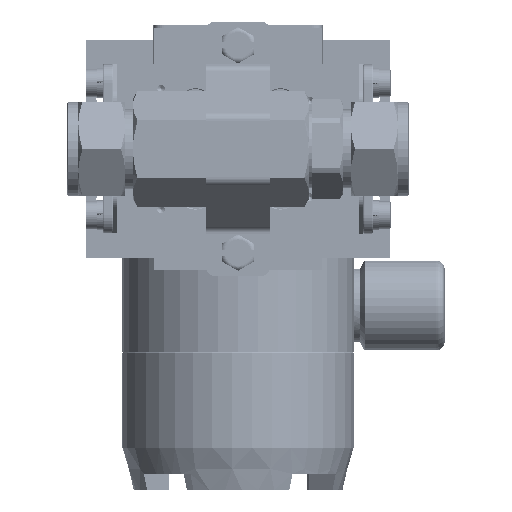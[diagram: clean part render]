
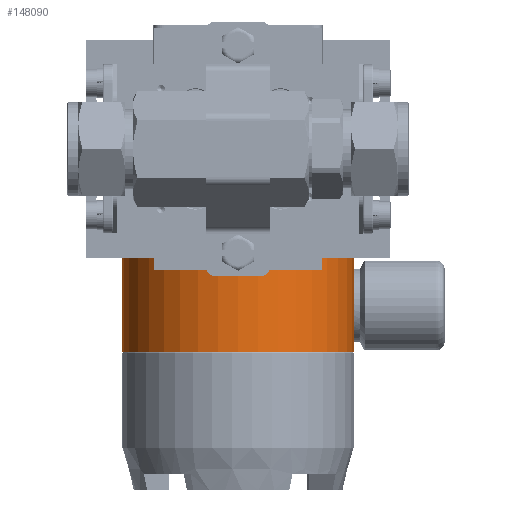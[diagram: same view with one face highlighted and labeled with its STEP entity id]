
A CAD part, front view. The second image highlights one B-rep face of the part: STEP entity #148090.
In plain terms, the highlighted cylindrical face has radius 34.734 mm (diameter 69.469 mm), a partial arc.
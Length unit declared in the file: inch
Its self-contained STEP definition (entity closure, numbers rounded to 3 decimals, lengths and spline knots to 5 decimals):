
#724 = LINE ( 'NONE', #89989, #91624 ) ;
#3043 = DIRECTION ( 'NONE',  ( 0., 0., 1. ) ) ;
#4432 = ORIENTED_EDGE ( 'NONE', *, *, #23272, .F. ) ;
#21012 = VERTEX_POINT ( 'NONE', #114046 ) ;
#23272 = EDGE_CURVE ( 'NONE', #30657, #21012, #724, .T. ) ;
#26849 = DIRECTION ( 'NONE',  ( 0., 0., 1. ) ) ;
#30657 = VERTEX_POINT ( 'NONE', #133029 ) ;
#37758 = CARTESIAN_POINT ( 'NONE',  ( 1.368, 4.33475, -1.29 ) ) ;
#39288 = CARTESIAN_POINT ( 'NONE',  ( 1.368, 4.33475, -3.23 ) ) ;
#39784 = EDGE_CURVE ( 'NONE', #103965, #21012, #155295, .T. ) ;
#54251 = DIRECTION ( 'NONE',  ( 1., 0., 0. ) ) ;
#54440 = DIRECTION ( 'NONE',  ( 0., 0., -1. ) ) ;
#54557 = CARTESIAN_POINT ( 'NONE',  ( 0.0005, 4.33475, -1.29 ) ) ;
#70067 = AXIS2_PLACEMENT_3D ( 'NONE', #77149, #3043, #89483 ) ;
#77149 = CARTESIAN_POINT ( 'NONE',  ( 0.0005, 4.33475, -2.4 ) ) ;
#78246 = CARTESIAN_POINT ( 'NONE',  ( 1.368, 4.33475, -2.4 ) ) ;
#79980 = EDGE_LOOP ( 'NONE', ( #141060, #112546, #95211, #4432 ) ) ;
#89483 = DIRECTION ( 'NONE',  ( -1., 0., 0. ) ) ;
#89680 = DIRECTION ( 'NONE',  ( 0., 0., 1. ) ) ;
#89989 = CARTESIAN_POINT ( 'NONE',  ( -1.367, 4.33475, -3.23 ) ) ;
#91624 = VECTOR ( 'NONE', #89680, 39.37008 ) ;
#93033 = DIRECTION ( 'NONE',  ( -1., 0., 0. ) ) ;
#95211 = ORIENTED_EDGE ( 'NONE', *, *, #39784, .T. ) ;
#102165 = VECTOR ( 'NONE', #26849, 39.37008 ) ;
#103965 = VERTEX_POINT ( 'NONE', #37758 ) ;
#105444 = CARTESIAN_POINT ( 'NONE',  ( 0.0005, 4.33475, -3.23 ) ) ;
#112546 = ORIENTED_EDGE ( 'NONE', *, *, #122275, .T. ) ;
#114046 = CARTESIAN_POINT ( 'NONE',  ( -1.367, 4.33475, -1.29 ) ) ;
#117711 = DIRECTION ( 'NONE',  ( 0., 0., 1. ) ) ;
#122275 = EDGE_CURVE ( 'NONE', #149278, #103965, #134690, .T. ) ;
#128082 = CYLINDRICAL_SURFACE ( 'NONE', #148582, 1.3675 ) ;
#133029 = CARTESIAN_POINT ( 'NONE',  ( -1.367, 4.33475, -2.4 ) ) ;
#134690 = LINE ( 'NONE', #39288, #102165 ) ;
#138612 = EDGE_CURVE ( 'NONE', #30657, #149278, #157779, .T. ) ;
#141060 = ORIENTED_EDGE ( 'NONE', *, *, #138612, .T. ) ;
#146991 = AXIS2_PLACEMENT_3D ( 'NONE', #54557, #54440, #54251 ) ;
#148090 = ADVANCED_FACE ( 'NONE', ( #152673 ), #128082, .T. ) ;
#148582 = AXIS2_PLACEMENT_3D ( 'NONE', #105444, #117711, #93033 ) ;
#149278 = VERTEX_POINT ( 'NONE', #78246 ) ;
#152673 = FACE_OUTER_BOUND ( 'NONE', #79980, .T. ) ;
#155295 = CIRCLE ( 'NONE', #146991, 1.3675 ) ;
#157779 = CIRCLE ( 'NONE', #70067, 1.3675 ) ;
